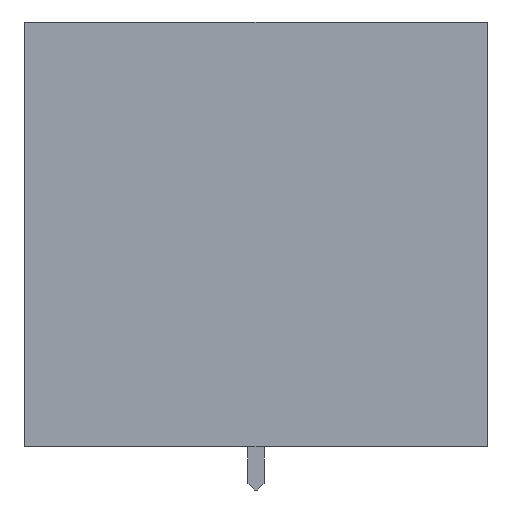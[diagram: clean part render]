
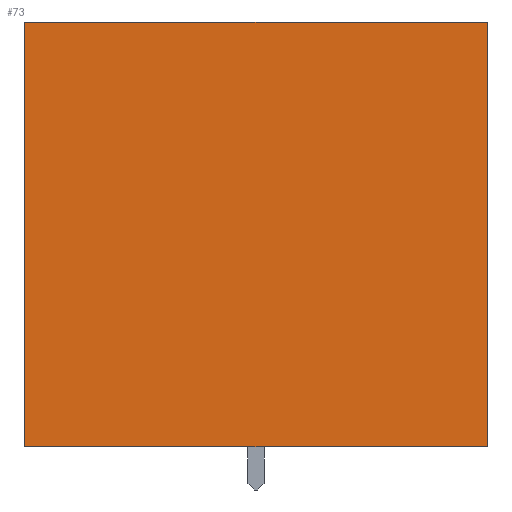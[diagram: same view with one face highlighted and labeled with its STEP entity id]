
A CAD part, left-side view. The second image highlights one B-rep face of the part: STEP entity #73.
In plain terms, the highlighted planar face has unit normal (-1, 0, 0).
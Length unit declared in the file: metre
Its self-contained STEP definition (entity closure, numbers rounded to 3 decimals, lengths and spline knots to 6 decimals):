
#73 = ADVANCED_FACE( '', ( #147 ), #148, .T. );
#147 = FACE_OUTER_BOUND( '', #218, .T. );
#148 = PLANE( '', #219 );
#218 = EDGE_LOOP( '', ( #366, #367, #368, #369 ) );
#219 = AXIS2_PLACEMENT_3D( '', #370, #371, #372 );
#366 = ORIENTED_EDGE( '', *, *, #478, .T. );
#367 = ORIENTED_EDGE( '', *, *, #435, .T. );
#368 = ORIENTED_EDGE( '', *, *, #454, .F. );
#369 = ORIENTED_EDGE( '', *, *, #485, .F. );
#370 = CARTESIAN_POINT( '', ( 0.099695, -0.007264, 0.04666 ) );
#371 = DIRECTION( '', ( -1., 0., 0. ) );
#372 = DIRECTION( '', ( 0., 0., 1. ) );
#435 = EDGE_CURVE( '', #516, #514, #517, .T. );
#454 = EDGE_CURVE( '', #547, #514, #549, .T. );
#478 = EDGE_CURVE( '', #580, #516, #581, .T. );
#485 = EDGE_CURVE( '', #580, #547, #588, .T. );
#514 = VERTEX_POINT( '', #625 );
#516 = VERTEX_POINT( '', #628 );
#517 = LINE( '', #629, #630 );
#547 = VERTEX_POINT( '', #675 );
#549 = LINE( '', #678, #679 );
#580 = VERTEX_POINT( '', #726 );
#581 = LINE( '', #727, #728 );
#588 = LINE( '', #738, #739 );
#625 = CARTESIAN_POINT( '', ( 0.099695, 0.018339, 0.01618 ) );
#628 = CARTESIAN_POINT( '', ( 0.099695, 0.018339, 0.049835 ) );
#629 = CARTESIAN_POINT( '', ( 0.099695, 0.018339, 0.04666 ) );
#630 = VECTOR( '', #759, 1. );
#675 = CARTESIAN_POINT( '', ( 0.099695, -0.018339, 0.01618 ) );
#678 = CARTESIAN_POINT( '', ( 0.099695, -0.007264, 0.01618 ) );
#679 = VECTOR( '', #776, 1. );
#726 = CARTESIAN_POINT( '', ( 0.099695, -0.018339, 0.049835 ) );
#727 = CARTESIAN_POINT( '', ( 0.099695, -0.007264, 0.049835 ) );
#728 = VECTOR( '', #793, 1. );
#738 = CARTESIAN_POINT( '', ( 0.099695, -0.018339, 0.04666 ) );
#739 = VECTOR( '', #797, 1. );
#759 = DIRECTION( '', ( 0., 0., -1. ) );
#776 = DIRECTION( '', ( 0., 1., 0. ) );
#793 = DIRECTION( '', ( 0., 1., 0. ) );
#797 = DIRECTION( '', ( 0., 0., -1. ) );
